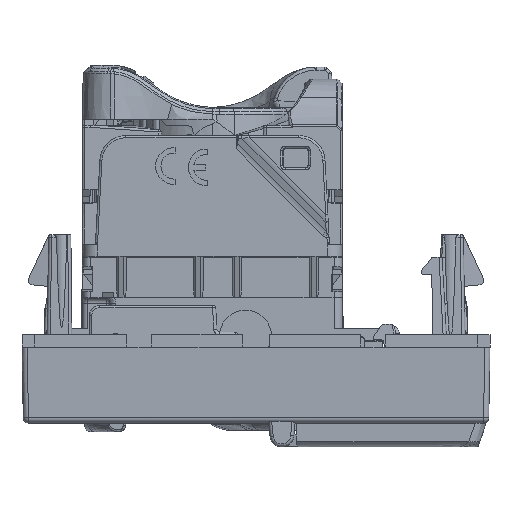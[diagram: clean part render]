
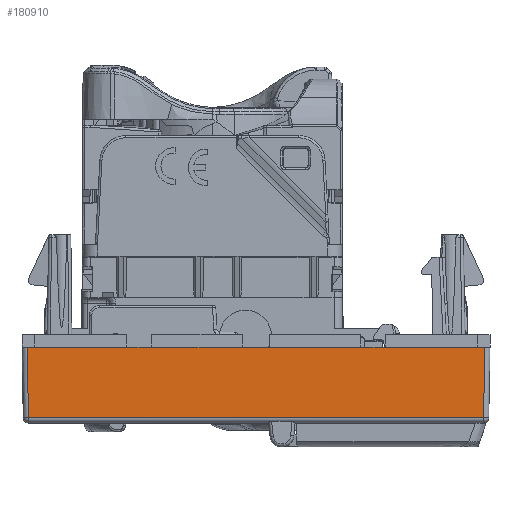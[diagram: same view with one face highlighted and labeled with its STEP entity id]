
A CAD part, front view. The second image highlights one B-rep face of the part: STEP entity #180910.
In plain terms, the highlighted planar face has unit normal (0, -1, -0.018).
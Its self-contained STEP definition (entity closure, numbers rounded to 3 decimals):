
#180827=AXIS2_PLACEMENT_3D('Plane Axis2P3D',#180824,#180825,#180826) ;
#176905=CARTESIAN_POINT('Line Origine',(-9.636,-23.487,42.759)) ;
#176909=CARTESIAN_POINT('Vertex',(-9.581,-23.432,39.601)) ;
#176911=CARTESIAN_POINT('Vertex',(-9.7,-23.55,46.409)) ;
#176933=CARTESIAN_POINT('Line Origine',(-9.35,-23.55,46.409)) ;
#176937=CARTESIAN_POINT('Vertex',(-9.,-23.55,46.409)) ;
#180824=CARTESIAN_POINT('Axis2P3D Location',(1.7,-23.55,46.409)) ;
#180829=CARTESIAN_POINT('Line Origine',(1.7,-23.432,39.601)) ;
#180833=CARTESIAN_POINT('Vertex',(34.182,-23.432,39.601)) ;
#180837=CARTESIAN_POINT('Control Point',(34.182,-23.432,39.601)) ;
#180838=CARTESIAN_POINT('Control Point',(34.3,-23.55,46.409)) ;
#180839=CARTESIAN_POINT('Vertex',(34.3,-23.55,46.409)) ;
#180842=CARTESIAN_POINT('Line Origine',(1.7,-23.55,46.409)) ;
#180846=CARTESIAN_POINT('Vertex',(33.6,-23.55,46.409)) ;
#180849=CARTESIAN_POINT('Line Origine',(1.7,-23.55,46.409)) ;
#180853=CARTESIAN_POINT('Vertex',(24.75,-23.55,46.409)) ;
#180856=CARTESIAN_POINT('Line Origine',(1.7,-23.55,46.409)) ;
#180860=CARTESIAN_POINT('Vertex',(22.35,-23.55,46.409)) ;
#180863=CARTESIAN_POINT('Line Origine',(1.7,-23.55,46.409)) ;
#180867=CARTESIAN_POINT('Vertex',(13.6,-23.55,46.409)) ;
#180870=CARTESIAN_POINT('Line Origine',(1.7,-23.55,46.409)) ;
#180874=CARTESIAN_POINT('Vertex',(11.,-23.55,46.409)) ;
#180877=CARTESIAN_POINT('Line Origine',(1.7,-23.55,46.409)) ;
#180881=CARTESIAN_POINT('Vertex',(2.25,-23.55,46.409)) ;
#180884=CARTESIAN_POINT('Line Origine',(1.7,-23.55,46.409)) ;
#180888=CARTESIAN_POINT('Vertex',(-0.15,-23.55,46.409)) ;
#180891=CARTESIAN_POINT('Line Origine',(1.7,-23.55,46.409)) ;
#176906=DIRECTION('Vector Direction',(-0.017,-0.017,1.)) ;
#176934=DIRECTION('Vector Direction',(1.,0.,0.)) ;
#180825=DIRECTION('Axis2P3D Direction',(0.,1.,0.017)) ;
#180826=DIRECTION('Axis2P3D XDirection',(-1.,0.,0.)) ;
#180830=DIRECTION('Vector Direction',(-1.,0.,0.)) ;
#180843=DIRECTION('Vector Direction',(-1.,0.,0.)) ;
#180850=DIRECTION('Vector Direction',(-1.,0.,0.)) ;
#180857=DIRECTION('Vector Direction',(-1.,0.,0.)) ;
#180864=DIRECTION('Vector Direction',(-1.,0.,0.)) ;
#180871=DIRECTION('Vector Direction',(-1.,0.,0.)) ;
#180878=DIRECTION('Vector Direction',(-1.,0.,0.)) ;
#180885=DIRECTION('Vector Direction',(-1.,0.,0.)) ;
#180892=DIRECTION('Vector Direction',(-1.,0.,0.)) ;
#176907=VECTOR('Line Direction',#176906,1.) ;
#176935=VECTOR('Line Direction',#176934,1.) ;
#180831=VECTOR('Line Direction',#180830,1.) ;
#180844=VECTOR('Line Direction',#180843,1.) ;
#180851=VECTOR('Line Direction',#180850,1.) ;
#180858=VECTOR('Line Direction',#180857,1.) ;
#180865=VECTOR('Line Direction',#180864,1.) ;
#180872=VECTOR('Line Direction',#180871,1.) ;
#180879=VECTOR('Line Direction',#180878,1.) ;
#180886=VECTOR('Line Direction',#180885,1.) ;
#180893=VECTOR('Line Direction',#180892,1.) ;
#180897=ORIENTED_EDGE('',*,*,#180835,.F.) ;
#180898=ORIENTED_EDGE('',*,*,#180841,.T.) ;
#180899=ORIENTED_EDGE('',*,*,#180848,.F.) ;
#180900=ORIENTED_EDGE('',*,*,#180855,.F.) ;
#180901=ORIENTED_EDGE('',*,*,#180862,.F.) ;
#180902=ORIENTED_EDGE('',*,*,#180869,.F.) ;
#180903=ORIENTED_EDGE('',*,*,#180876,.F.) ;
#180904=ORIENTED_EDGE('',*,*,#180883,.F.) ;
#180905=ORIENTED_EDGE('',*,*,#180890,.F.) ;
#180906=ORIENTED_EDGE('',*,*,#180895,.F.) ;
#180907=ORIENTED_EDGE('',*,*,#176939,.F.) ;
#180908=ORIENTED_EDGE('',*,*,#176913,.F.) ;
#180910=ADVANCED_FACE('2767330240.1\\Corps principal',(#180909),#180828,.F.) ;
#180836=B_SPLINE_CURVE_WITH_KNOTS('',1,(#180837,#180838),.UNSPECIFIED.,.F.,.U.,(2,2),(-3.16,3.651),.UNSPECIFIED.) ;
#176913=EDGE_CURVE('',#176910,#176912,#176908,.T.) ;
#176939=EDGE_CURVE('',#176912,#176938,#176936,.T.) ;
#180835=EDGE_CURVE('',#180834,#176910,#180832,.T.) ;
#180841=EDGE_CURVE('',#180834,#180840,#180836,.T.) ;
#180848=EDGE_CURVE('',#180847,#180840,#180845,.F.) ;
#180855=EDGE_CURVE('',#180854,#180847,#180852,.F.) ;
#180862=EDGE_CURVE('',#180861,#180854,#180859,.F.) ;
#180869=EDGE_CURVE('',#180868,#180861,#180866,.F.) ;
#180876=EDGE_CURVE('',#180875,#180868,#180873,.F.) ;
#180883=EDGE_CURVE('',#180882,#180875,#180880,.F.) ;
#180890=EDGE_CURVE('',#180889,#180882,#180887,.F.) ;
#180895=EDGE_CURVE('',#176938,#180889,#180894,.F.) ;
#180896=EDGE_LOOP('',(#180897,#180898,#180899,#180900,#180901,#180902,#180903,#180904,#180905,#180906,#180907,#180908)) ;
#180909=FACE_OUTER_BOUND('',#180896,.T.) ;
#176908=LINE('Line',#176905,#176907) ;
#176936=LINE('Line',#176933,#176935) ;
#180832=LINE('Line',#180829,#180831) ;
#180845=LINE('Line',#180842,#180844) ;
#180852=LINE('Line',#180849,#180851) ;
#180859=LINE('Line',#180856,#180858) ;
#180866=LINE('Line',#180863,#180865) ;
#180873=LINE('Line',#180870,#180872) ;
#180880=LINE('Line',#180877,#180879) ;
#180887=LINE('Line',#180884,#180886) ;
#180894=LINE('Line',#180891,#180893) ;
#180828=PLANE('',#180827) ;
#176910=VERTEX_POINT('',#176909) ;
#176912=VERTEX_POINT('',#176911) ;
#176938=VERTEX_POINT('',#176937) ;
#180834=VERTEX_POINT('',#180833) ;
#180840=VERTEX_POINT('',#180839) ;
#180847=VERTEX_POINT('',#180846) ;
#180854=VERTEX_POINT('',#180853) ;
#180861=VERTEX_POINT('',#180860) ;
#180868=VERTEX_POINT('',#180867) ;
#180875=VERTEX_POINT('',#180874) ;
#180882=VERTEX_POINT('',#180881) ;
#180889=VERTEX_POINT('',#180888) ;
